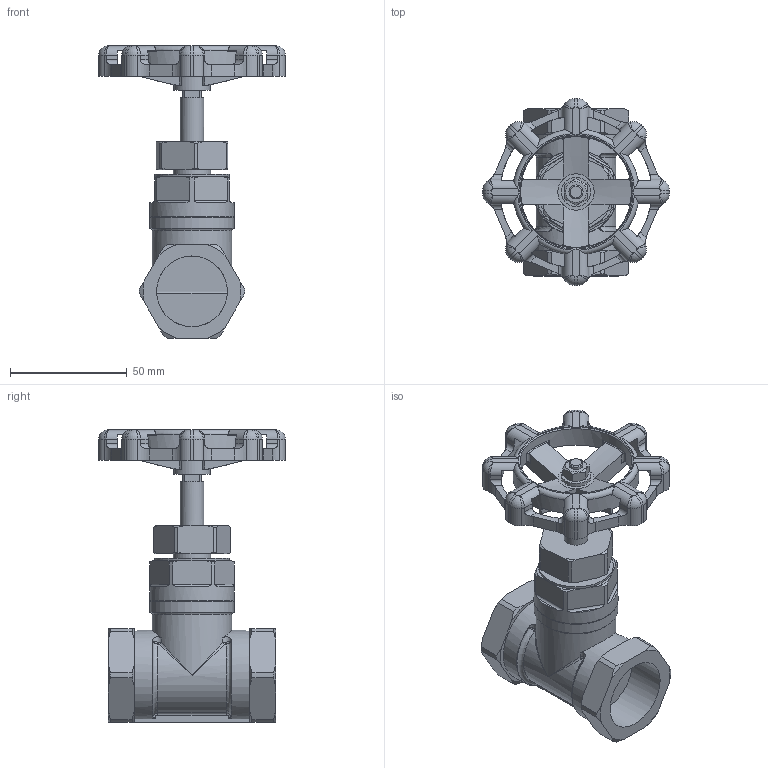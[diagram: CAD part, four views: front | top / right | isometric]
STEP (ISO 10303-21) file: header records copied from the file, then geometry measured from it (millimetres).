
FILE_DESCRIPTION(/* description */ ('Unknown'),/* implementation_level */ '2;1');
FILE_NAME(/* name */ '9120-06',/* time_stamp */ '2023-02-02T11:39:01+01:00',/* author */ ('Unknown'),/* organization */ ('Unknown'),/* preprocessor_version */ 'ST-DEVELOPER v16.7',/* originating_system */ 'Solid Edge',/* authorisation */ 'Unknown');
FILE_SCHEMA (('AUTOMOTIVE_DESIGN {1 0 10303 214 3 1 1}'));
Length unit declared in the file: millimetre
Products named in the file (5): 9120-06; DIN125-6_4.1.2; Handrad ø80; WUERTH 03226 hexagonal nut DIN 934  M6 A2 BLK_EDST
Assembly tree (4 placements, depth 2):
  9120-06
    DIN125-6_4.1.2
    Handrad ø80
    9120-06
    WUERTH 03226 hexagonal nut DIN 934  M6 A2 BLK_EDST
Bounding box: 80 x 80 x 125 mm (x, y, z)
Volume: 102071.2 mm3; surface area: 41516.7 mm2
Topology: 4 solids, 4 shells, 447 faces, 1264 edges, 802 vertices
Faces by surface type: plane 157, cylinder 149, torus 66, cone 59, bspline 16
Full cylindrical faces by diameter (mm): 4.917 x1, 6 x1, 6.3 x1, 6.4 x1, 10 x1, 12.5 x1, 15.556 x1, 16 x1, 30.291 x3, 32 x1, 33 x1, 34 x1, 36 x2, 48 x1, 54 x1, 64.87 x1
Entity records: 16340 total; most frequent: CARTESIAN_POINT 3854, ORIENTED_EDGE 2426, DIRECTION 2198, EDGE_CURVE 1213, AXIS2_PLACEMENT_3D 873, VERTEX_POINT 787, EDGE_LOOP 488, FACE_BOUND 488
